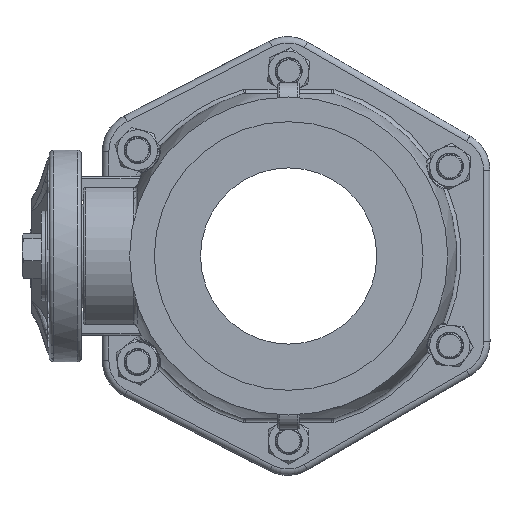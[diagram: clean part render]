
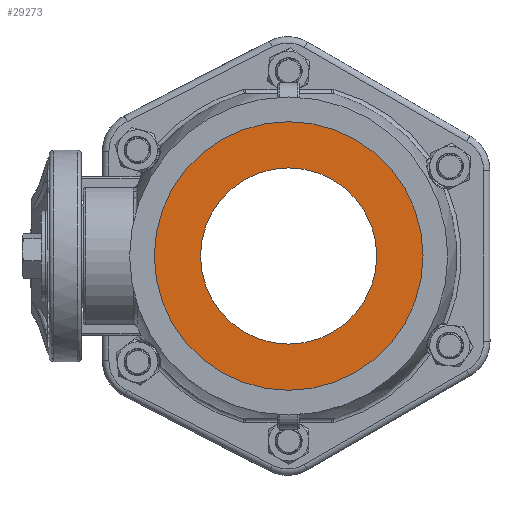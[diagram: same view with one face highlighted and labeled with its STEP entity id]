
A CAD part, left-side view. The second image highlights one B-rep face of the part: STEP entity #29273.
In plain terms, the highlighted face is planar.
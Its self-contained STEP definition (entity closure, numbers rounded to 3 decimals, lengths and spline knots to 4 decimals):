
#7240=PLANE('',#31368);
#8333=FACE_BOUND('',#10607,.T.);
#8773=FACE_OUTER_BOUND('',#10606,.T.);
#10606=EDGE_LOOP('',(#21352));
#10607=EDGE_LOOP('',(#21353));
#12550=CIRCLE('',#31367,1.23);
#12551=CIRCLE('',#31369,1.875);
#13380=VERTEX_POINT('',#45482);
#13381=VERTEX_POINT('',#45485);
#16412=EDGE_CURVE('',#13380,#13380,#12550,.T.);
#16413=EDGE_CURVE('',#13381,#13381,#12551,.T.);
#21352=ORIENTED_EDGE('',*,*,#16413,.T.);
#21353=ORIENTED_EDGE('',*,*,#16412,.F.);
#29273=ADVANCED_FACE('',(#8773,#8333),#7240,.F.);
#31367=AXIS2_PLACEMENT_3D('',#45483,#34664,#34665);
#31368=AXIS2_PLACEMENT_3D('',#45484,#34666,#34667);
#31369=AXIS2_PLACEMENT_3D('',#45486,#34668,#34669);
#34664=DIRECTION('center_axis',(0.,0.,1.));
#34665=DIRECTION('ref_axis',(-1.,0.,0.));
#34666=DIRECTION('center_axis',(0.,0.,-1.));
#34667=DIRECTION('ref_axis',(-1.,0.,0.));
#34668=DIRECTION('center_axis',(0.,0.,1.));
#34669=DIRECTION('ref_axis',(-1.,0.,0.));
#45482=CARTESIAN_POINT('',(-1.23,0.,3.1));
#45483=CARTESIAN_POINT('Origin',(0.,0.,3.1));
#45484=CARTESIAN_POINT('Origin',(-1.5525,0.,3.1));
#45485=CARTESIAN_POINT('',(-1.875,0.,3.1));
#45486=CARTESIAN_POINT('Origin',(0.,0.,3.1));
